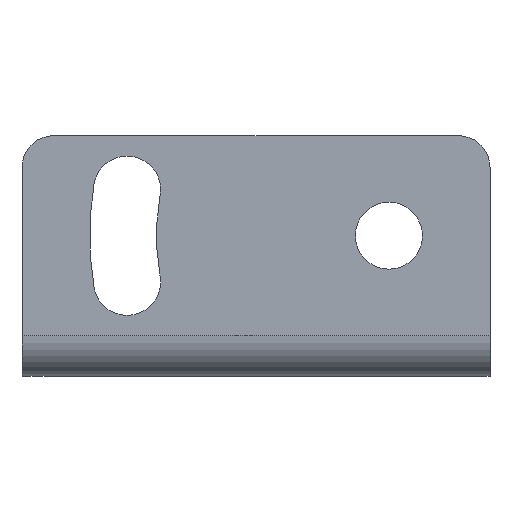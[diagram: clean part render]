
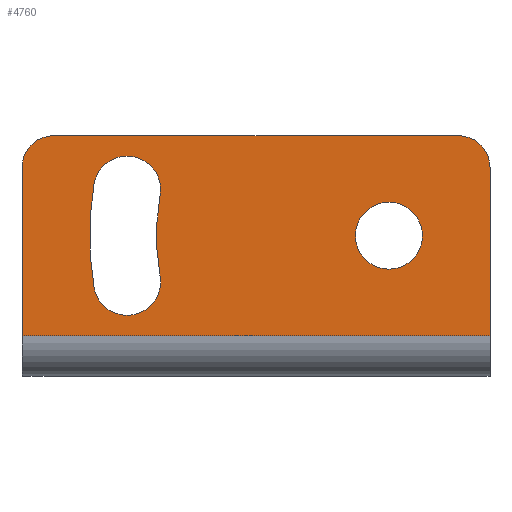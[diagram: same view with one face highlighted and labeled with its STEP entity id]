
A CAD part, front view. The second image highlights one B-rep face of the part: STEP entity #4760.
In plain terms, the highlighted planar face has unit normal (0, -1, 0).
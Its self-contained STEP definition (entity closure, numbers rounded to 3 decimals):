
#1=CARTESIAN_POINT('',(12.5,0.,0.));
#2=DIRECTION('',(0.,1.,0.));
#3=DIRECTION('',(-1.,0.,0.));
#4=AXIS2_PLACEMENT_3D('',#1,#2,#3);
#6=CARTESIAN_POINT('',(12.5,0.,0.));
#7=DIRECTION('',(0.,1.,0.));
#8=DIRECTION('',(1.,0.,0.));
#9=AXIS2_PLACEMENT_3D('',#6,#7,#8);
#11=CARTESIAN_POINT('',(12.5,0.,0.));
#12=DIRECTION('',(0.,1.,0.));
#13=DIRECTION('',(-0.985,0.,-0.174));
#14=AXIS2_PLACEMENT_3D('',#11,#12,#13);
#16=CARTESIAN_POINT('',(-12.12,0.,4.341));
#17=DIRECTION('',(0.,1.,0.));
#18=DIRECTION('',(-0.985,0.,0.174));
#19=AXIS2_PLACEMENT_3D('',#16,#17,#18);
#21=CARTESIAN_POINT('',(12.5,0.,0.));
#22=DIRECTION('',(0.,1.,0.));
#23=DIRECTION('',(-0.985,0.,-0.174));
#24=AXIS2_PLACEMENT_3D('',#21,#22,#23);
#26=CARTESIAN_POINT('',(-12.12,0.,-4.341));
#27=DIRECTION('',(0.,1.,0.));
#28=DIRECTION('',(0.985,0.,0.174));
#29=AXIS2_PLACEMENT_3D('',#26,#27,#28);
#31=CARTESIAN_POINT('',(19.,0.,6.4));
#32=DIRECTION('',(0.,-1.,0.));
#33=DIRECTION('',(1.,0.,0.));
#34=AXIS2_PLACEMENT_3D('',#31,#32,#33);
#36=DIRECTION('',(0.,0.,-1.));
#37=VECTOR('',#36,15.8);
#38=CARTESIAN_POINT('',(22.,0.,6.4));
#39=LINE('',#38,#37);
#40=DIRECTION('',(0.,0.,1.));
#41=VECTOR('',#40,15.8);
#42=CARTESIAN_POINT('',(-22.,0.,-9.4));
#43=LINE('',#42,#41);
#44=CARTESIAN_POINT('',(-19.,0.,6.4));
#45=DIRECTION('',(0.,-1.,0.));
#46=DIRECTION('',(0.,0.,1.));
#47=AXIS2_PLACEMENT_3D('',#44,#45,#46);
#49=DIRECTION('',(1.,0.,0.));
#50=VECTOR('',#49,38.);
#51=CARTESIAN_POINT('',(-19.,0.,9.4));
#52=LINE('',#51,#50);
#158=DIRECTION('',(-1.,0.,0.));
#159=VECTOR('',#158,44.);
#160=CARTESIAN_POINT('',(22.,0.,-9.4));
#161=LINE('',#160,#159);
#3569=CARTESIAN_POINT('',(-22.,0.,-9.4));
#3570=VERTEX_POINT('',#3569);
#3571=CARTESIAN_POINT('',(22.,0.,-9.4));
#3572=VERTEX_POINT('',#3571);
#3581=CARTESIAN_POINT('',(22.,0.,6.4));
#3582=CARTESIAN_POINT('',(19.,0.,9.4));
#3583=VERTEX_POINT('',#3581);
#3584=VERTEX_POINT('',#3582);
#3589=CARTESIAN_POINT('',(-19.,0.,9.4));
#3590=CARTESIAN_POINT('',(-22.,0.,6.4));
#3591=VERTEX_POINT('',#3589);
#3592=VERTEX_POINT('',#3590);
#3613=CARTESIAN_POINT('',(9.35,0.,0.));
#3614=CARTESIAN_POINT('',(15.65,0.,0.));
#3615=VERTEX_POINT('',#3613);
#3616=VERTEX_POINT('',#3614);
#3617=CARTESIAN_POINT('',(-9.018,0.,-3.794));
#3618=CARTESIAN_POINT('',(-9.018,0.,3.794));
#3619=VERTEX_POINT('',#3617);
#3620=VERTEX_POINT('',#3618);
#3621=CARTESIAN_POINT('',(-15.222,0.,4.888));
#3622=VERTEX_POINT('',#3621);
#3623=CARTESIAN_POINT('',(-15.222,0.,-4.888));
#3624=VERTEX_POINT('',#3623);
#4725=CARTESIAN_POINT('',(0.,0.,0.));
#4726=DIRECTION('',(0.,1.,0.));
#4727=DIRECTION('',(1.,0.,0.));
#4728=AXIS2_PLACEMENT_3D('',#4725,#4726,#4727);
#4729=PLANE('',#4728);
#4731=ORIENTED_EDGE('',*,*,#4730,.F.);
#4733=ORIENTED_EDGE('',*,*,#4732,.T.);
#4735=ORIENTED_EDGE('',*,*,#4734,.T.);
#4737=ORIENTED_EDGE('',*,*,#4736,.T.);
#4739=ORIENTED_EDGE('',*,*,#4738,.F.);
#4741=ORIENTED_EDGE('',*,*,#4740,.T.);
#4742=EDGE_LOOP('',(#4731,#4733,#4735,#4737,#4739,#4741));
#4743=FACE_OUTER_BOUND('',#4742,.F.);
#4745=ORIENTED_EDGE('',*,*,#4744,.T.);
#4747=ORIENTED_EDGE('',*,*,#4746,.F.);
#4749=ORIENTED_EDGE('',*,*,#4748,.F.);
#4751=ORIENTED_EDGE('',*,*,#4750,.F.);
#4752=EDGE_LOOP('',(#4745,#4747,#4749,#4751));
#4753=FACE_BOUND('',#4752,.F.);
#4755=ORIENTED_EDGE('',*,*,#4754,.F.);
#4757=ORIENTED_EDGE('',*,*,#4756,.F.);
#4758=EDGE_LOOP('',(#4755,#4757));
#4759=FACE_BOUND('',#4758,.F.);
#4760=ADVANCED_FACE('',(#4743,#4753,#4759),#4729,.F.);
#5=CIRCLE('',#4,3.15);
#10=CIRCLE('',#9,3.15);
#15=CIRCLE('',#14,21.85);
#20=CIRCLE('',#19,3.15);
#25=CIRCLE('',#24,28.15);
#30=CIRCLE('',#29,3.15);
#35=CIRCLE('',#34,3.);
#48=CIRCLE('',#47,3.);
#4730=EDGE_CURVE('',#3583,#3584,#35,.T.);
#4732=EDGE_CURVE('',#3583,#3572,#39,.T.);
#4734=EDGE_CURVE('',#3572,#3570,#161,.T.);
#4736=EDGE_CURVE('',#3570,#3592,#43,.T.);
#4738=EDGE_CURVE('',#3591,#3592,#48,.T.);
#4740=EDGE_CURVE('',#3591,#3584,#52,.T.);
#4744=EDGE_CURVE('',#3619,#3620,#15,.T.);
#4746=EDGE_CURVE('',#3622,#3620,#20,.T.);
#4748=EDGE_CURVE('',#3624,#3622,#25,.T.);
#4750=EDGE_CURVE('',#3619,#3624,#30,.T.);
#4754=EDGE_CURVE('',#3615,#3616,#5,.T.);
#4756=EDGE_CURVE('',#3616,#3615,#10,.T.);
